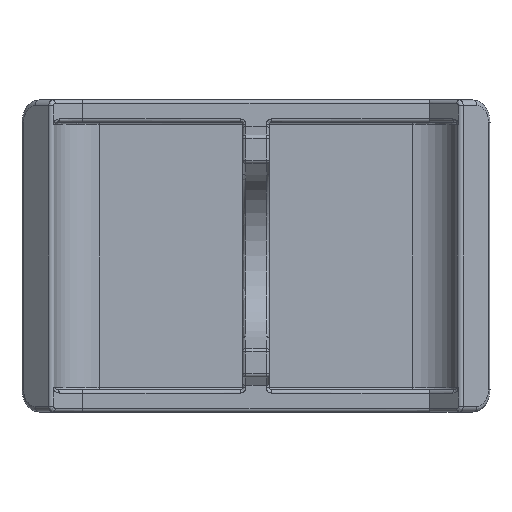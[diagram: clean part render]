
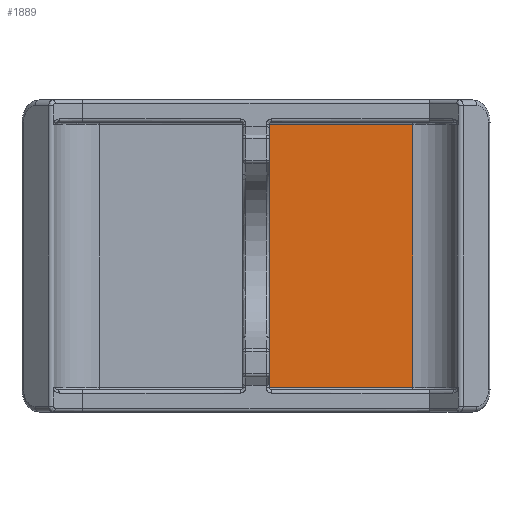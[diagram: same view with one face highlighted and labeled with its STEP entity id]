
A CAD part, front view. The second image highlights one B-rep face of the part: STEP entity #1889.
In plain terms, the highlighted planar face has unit normal (0, -1, 0).
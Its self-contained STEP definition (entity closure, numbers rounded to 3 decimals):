
#8 = CARTESIAN_POINT ( 'NONE',  ( 14.078, 2.972, -11.8 ) ) ;
#83 = LINE ( 'NONE', #161, #344 ) ;
#96 = VERTEX_POINT ( 'NONE', #3052 ) ;
#161 = CARTESIAN_POINT ( 'NONE',  ( 18.078, 2.972, 11.8 ) ) ;
#298 = EDGE_CURVE ( 'NONE', #3653, #2617, #2214, .T. ) ;
#344 = VECTOR ( 'NONE', #3168, 1000. ) ;
#744 = VERTEX_POINT ( 'NONE', #1136 ) ;
#792 = ORIENTED_EDGE ( 'NONE', *, *, #1535, .F. ) ;
#835 = AXIS2_PLACEMENT_3D ( 'NONE', #1032, #1671, #1657 ) ;
#956 = ORIENTED_EDGE ( 'NONE', *, *, #3622, .T. ) ;
#1032 = CARTESIAN_POINT ( 'NONE',  ( 0., 2.972, 0. ) ) ;
#1073 = ORIENTED_EDGE ( 'NONE', *, *, #298, .T. ) ;
#1136 = CARTESIAN_POINT ( 'NONE',  ( 14.078, 2.972, 11.8 ) ) ;
#1358 = LINE ( 'NONE', #3406, #3132 ) ;
#1444 = LINE ( 'NONE', #3571, #3317 ) ;
#1535 = EDGE_CURVE ( 'NONE', #3653, #96, #1444, .T. ) ;
#1657 = DIRECTION ( 'NONE',  ( 0., 0., -1. ) ) ;
#1671 = DIRECTION ( 'NONE',  ( 0., -1., 0. ) ) ;
#1889 = ADVANCED_FACE ( 'NONE', ( #1901 ), #1991, .T. ) ;
#1901 = FACE_OUTER_BOUND ( 'NONE', #2417, .T. ) ;
#1991 = PLANE ( 'NONE',  #835 ) ;
#1995 = VECTOR ( 'NONE', #3173, 1000. ) ;
#2214 = LINE ( 'NONE', #2850, #1995 ) ;
#2333 = CARTESIAN_POINT ( 'NONE',  ( 1.2, 2.972, -11.8 ) ) ;
#2417 = EDGE_LOOP ( 'NONE', ( #792, #1073, #956, #2649 ) ) ;
#2617 = VERTEX_POINT ( 'NONE', #8 ) ;
#2649 = ORIENTED_EDGE ( 'NONE', *, *, #2961, .T. ) ;
#2652 = DIRECTION ( 'NONE',  ( 0., 0., 1. ) ) ;
#2850 = CARTESIAN_POINT ( 'NONE',  ( -18.078, 2.972, -11.8 ) ) ;
#2961 = EDGE_CURVE ( 'NONE', #744, #96, #83, .T. ) ;
#3052 = CARTESIAN_POINT ( 'NONE',  ( 1.2, 2.972, 11.8 ) ) ;
#3132 = VECTOR ( 'NONE', #2652, 1000. ) ;
#3168 = DIRECTION ( 'NONE',  ( -1., 0., 0. ) ) ;
#3173 = DIRECTION ( 'NONE',  ( 1., 0., 0. ) ) ;
#3317 = VECTOR ( 'NONE', #3584, 1000. ) ;
#3406 = CARTESIAN_POINT ( 'NONE',  ( 14.078, 2.972, -12. ) ) ;
#3571 = CARTESIAN_POINT ( 'NONE',  ( 1.2, 2.972, 0. ) ) ;
#3584 = DIRECTION ( 'NONE',  ( 0., 0., 1. ) ) ;
#3622 = EDGE_CURVE ( 'NONE', #2617, #744, #1358, .T. ) ;
#3653 = VERTEX_POINT ( 'NONE', #2333 ) ;
